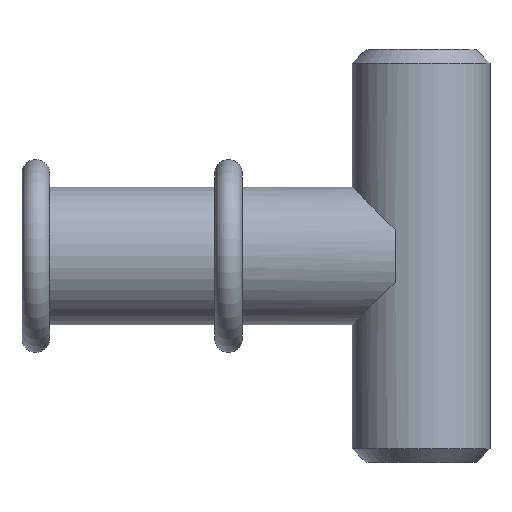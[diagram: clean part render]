
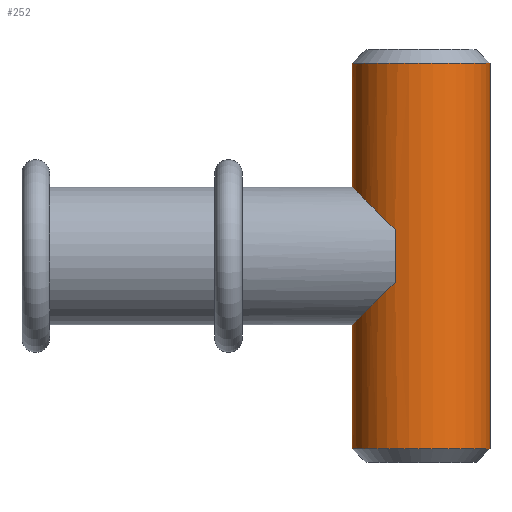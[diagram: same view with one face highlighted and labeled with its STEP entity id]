
A CAD part, top view. The second image highlights one B-rep face of the part: STEP entity #252.
In plain terms, the highlighted cylindrical face has radius 22.225 mm (diameter 44.45 mm), a full revolution.
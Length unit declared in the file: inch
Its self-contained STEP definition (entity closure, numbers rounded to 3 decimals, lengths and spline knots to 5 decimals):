
#24=FACE_BOUND('',#50,.T.);
#28=ELLIPSE('',#293,1.23744,0.875);
#29=ELLIPSE('',#294,1.23744,0.875);
#30=CYLINDRICAL_SURFACE('',#291,0.875);
#34=FACE_OUTER_BOUND('',#49,.T.);
#49=EDGE_LOOP('',(#171,#172,#173,#174,#175));
#50=EDGE_LOOP('',(#176,#177,#178,#179));
#68=LINE('',#435,#75);
#69=LINE('',#440,#76);
#70=LINE('',#443,#77);
#75=VECTOR('',#345,0.875);
#76=VECTOR('',#348,137.79528);
#77=VECTOR('',#351,137.79528);
#81=CIRCLE('',#287,0.875);
#82=CIRCLE('',#288,0.875);
#85=CIRCLE('',#292,0.875);
#106=VERTEX_POINT('',#423);
#107=VERTEX_POINT('',#424);
#110=VERTEX_POINT('',#433);
#111=VERTEX_POINT('',#436);
#112=VERTEX_POINT('',#437);
#113=VERTEX_POINT('',#439);
#114=VERTEX_POINT('',#441);
#131=EDGE_CURVE('',#106,#107,#81,.T.);
#132=EDGE_CURVE('',#107,#106,#82,.T.);
#136=EDGE_CURVE('',#110,#110,#85,.F.);
#137=EDGE_CURVE('',#110,#106,#68,.T.);
#138=EDGE_CURVE('',#111,#112,#28,.T.);
#139=EDGE_CURVE('',#111,#113,#69,.T.);
#140=EDGE_CURVE('',#114,#113,#29,.F.);
#141=EDGE_CURVE('',#114,#112,#70,.F.);
#171=ORIENTED_EDGE('',*,*,#136,.T.);
#172=ORIENTED_EDGE('',*,*,#137,.T.);
#173=ORIENTED_EDGE('',*,*,#131,.T.);
#174=ORIENTED_EDGE('',*,*,#132,.T.);
#175=ORIENTED_EDGE('',*,*,#137,.F.);
#176=ORIENTED_EDGE('',*,*,#138,.F.);
#177=ORIENTED_EDGE('',*,*,#139,.T.);
#178=ORIENTED_EDGE('',*,*,#140,.F.);
#179=ORIENTED_EDGE('',*,*,#141,.T.);
#252=ADVANCED_FACE('',(#34,#24),#30,.T.);
#287=AXIS2_PLACEMENT_3D('',#425,#332,#333);
#288=AXIS2_PLACEMENT_3D('',#426,#334,#335);
#291=AXIS2_PLACEMENT_3D('',#432,#341,#342);
#292=AXIS2_PLACEMENT_3D('',#434,#343,#344);
#293=AXIS2_PLACEMENT_3D('',#438,#346,#347);
#294=AXIS2_PLACEMENT_3D('',#442,#349,#350);
#332=DIRECTION('center_axis',(0.,-1.,0.));
#333=DIRECTION('ref_axis',(0.,0.,-1.));
#334=DIRECTION('center_axis',(0.,-1.,0.));
#335=DIRECTION('ref_axis',(0.,0.,-1.));
#341=DIRECTION('center_axis',(0.,-1.,0.));
#342=DIRECTION('ref_axis',(0.,0.,1.));
#343=DIRECTION('center_axis',(0.,-1.,0.));
#344=DIRECTION('ref_axis',(0.,0.,-1.));
#345=DIRECTION('',(0.,1.,0.));
#346=DIRECTION('center_axis',(-0.707,0.707,0.));
#347=DIRECTION('ref_axis',(0.707,0.707,0.));
#348=DIRECTION('',(0.,1.,0.));
#349=DIRECTION('center_axis',(0.707,0.707,0.));
#350=DIRECTION('ref_axis',(-0.707,0.707,0.));
#351=DIRECTION('',(0.,1.,0.));
#423=CARTESIAN_POINT('',(2.625,2.45,-0.875));
#424=CARTESIAN_POINT('',(2.625,2.45,0.875));
#425=CARTESIAN_POINT('Origin',(2.625,2.45,0.));
#426=CARTESIAN_POINT('Origin',(2.625,2.45,0.));
#432=CARTESIAN_POINT('Origin',(2.625,-2.625,0.));
#433=CARTESIAN_POINT('',(2.625,-2.45,-0.875));
#434=CARTESIAN_POINT('Origin',(2.625,-2.45,0.));
#435=CARTESIAN_POINT('',(2.625,-2.625,-0.875));
#436=CARTESIAN_POINT('',(2.2925,-0.3325,-0.80936));
#437=CARTESIAN_POINT('',(2.2925,-0.3325,0.80936));
#438=CARTESIAN_POINT('Origin',(2.625,0.,0.));
#439=CARTESIAN_POINT('',(2.2925,0.3325,-0.80936));
#440=CARTESIAN_POINT('',(2.2925,-2.625,-0.80936));
#441=CARTESIAN_POINT('',(2.2925,0.3325,0.80936));
#442=CARTESIAN_POINT('Origin',(2.625,0.,0.));
#443=CARTESIAN_POINT('',(2.2925,-2.625,0.80936));
